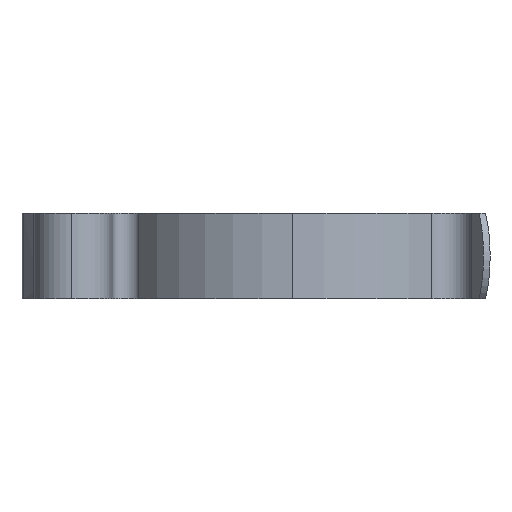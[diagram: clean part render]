
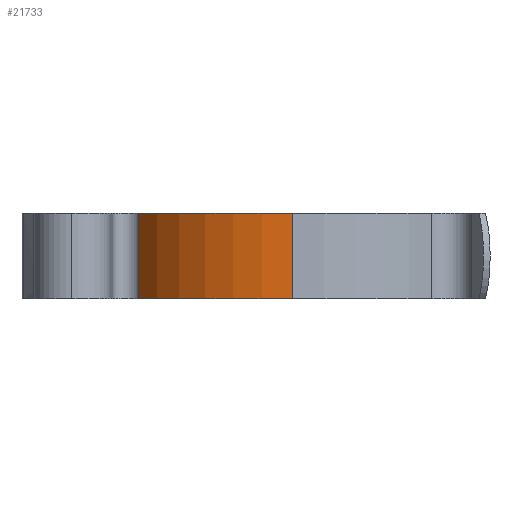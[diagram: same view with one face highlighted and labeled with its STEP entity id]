
A CAD part, left-side view. The second image highlights one B-rep face of the part: STEP entity #21733.
In plain terms, the highlighted cylindrical face has radius 27.057 mm (diameter 54.114 mm), a partial arc.
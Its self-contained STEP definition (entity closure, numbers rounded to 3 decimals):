
#900 = VECTOR ( 'NONE', #18833, 1000. ) ;
#1172 = VERTEX_POINT ( 'NONE', #25661 ) ;
#1605 = CARTESIAN_POINT ( 'NONE',  ( 1.263, 29.462, 6.4 ) ) ;
#5272 = DIRECTION ( 'NONE',  ( 0., 0., 1. ) ) ;
#6067 = EDGE_LOOP ( 'NONE', ( #30433, #21202, #25398, #10692 ) ) ;
#6295 = CARTESIAN_POINT ( 'NONE',  ( 1.263, 29.462, 6.4 ) ) ;
#8868 = DIRECTION ( 'NONE',  ( 0., 0., -1. ) ) ;
#9065 = AXIS2_PLACEMENT_3D ( 'NONE', #1605, #8868, #25709 ) ;
#9160 = FACE_OUTER_BOUND ( 'NONE', #6067, .T. ) ;
#10096 = DIRECTION ( 'NONE',  ( 1., 0., 0. ) ) ;
#10692 = ORIENTED_EDGE ( 'NONE', *, *, #11168, .T. ) ;
#11130 = CARTESIAN_POINT ( 'NONE',  ( -13.133, 52.371, 6.4 ) ) ;
#11168 = EDGE_CURVE ( 'NONE', #30026, #24957, #25449, .T. ) ;
#11424 = EDGE_CURVE ( 'NONE', #16776, #1172, #29342, .T. ) ;
#14850 = LINE ( 'NONE', #18661, #26104 ) ;
#15910 = AXIS2_PLACEMENT_3D ( 'NONE', #6295, #28156, #18583 ) ;
#16681 = DIRECTION ( 'NONE',  ( 0., 0., -1. ) ) ;
#16776 = VERTEX_POINT ( 'NONE', #11130 ) ;
#18106 = AXIS2_PLACEMENT_3D ( 'NONE', #24817, #5272, #10096 ) ;
#18399 = CARTESIAN_POINT ( 'NONE',  ( -25.794, 29.462, -6.4 ) ) ;
#18583 = DIRECTION ( 'NONE',  ( 1., 0., 0. ) ) ;
#18661 = CARTESIAN_POINT ( 'NONE',  ( -13.133, 52.371, 6.4 ) ) ;
#18833 = DIRECTION ( 'NONE',  ( 0., 0., -1. ) ) ;
#21202 = ORIENTED_EDGE ( 'NONE', *, *, #11424, .F. ) ;
#21733 = ADVANCED_FACE ( 'NONE', ( #9160 ), #21974, .T. ) ;
#21974 = CYLINDRICAL_SURFACE ( 'NONE', #9065, 27.057 ) ;
#23958 = EDGE_CURVE ( 'NONE', #16776, #30026, #14850, .T. ) ;
#24817 = CARTESIAN_POINT ( 'NONE',  ( 1.263, 29.462, -6.4 ) ) ;
#24957 = VERTEX_POINT ( 'NONE', #18399 ) ;
#25398 = ORIENTED_EDGE ( 'NONE', *, *, #23958, .T. ) ;
#25449 = CIRCLE ( 'NONE', #18106, 27.057 ) ;
#25577 = EDGE_CURVE ( 'NONE', #1172, #24957, #26843, .T. ) ;
#25661 = CARTESIAN_POINT ( 'NONE',  ( -25.794, 29.462, 6.4 ) ) ;
#25709 = DIRECTION ( 'NONE',  ( -1., 0., 0. ) ) ;
#25893 = CARTESIAN_POINT ( 'NONE',  ( -25.794, 29.462, 6.4 ) ) ;
#26104 = VECTOR ( 'NONE', #16681, 1000. ) ;
#26843 = LINE ( 'NONE', #25893, #900 ) ;
#28156 = DIRECTION ( 'NONE',  ( 0., 0., 1. ) ) ;
#29342 = CIRCLE ( 'NONE', #15910, 27.057 ) ;
#30026 = VERTEX_POINT ( 'NONE', #30169 ) ;
#30169 = CARTESIAN_POINT ( 'NONE',  ( -13.133, 52.371, -6.4 ) ) ;
#30433 = ORIENTED_EDGE ( 'NONE', *, *, #25577, .F. ) ;
